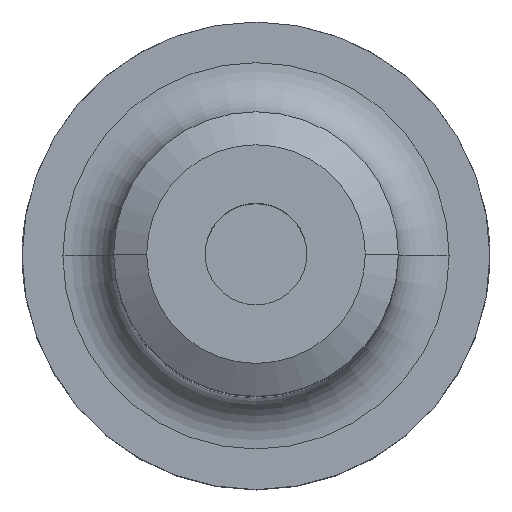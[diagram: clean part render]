
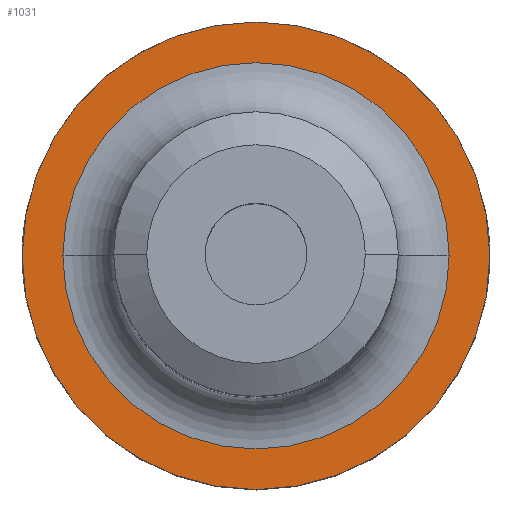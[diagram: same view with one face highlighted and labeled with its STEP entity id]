
A CAD part, top view. The second image highlights one B-rep face of the part: STEP entity #1031.
In plain terms, the highlighted planar face has unit normal (0, 0, 1).
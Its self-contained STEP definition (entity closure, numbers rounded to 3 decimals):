
#9 = FACE_OUTER_BOUND ( 'NONE', #1124, .T. ) ;
#23 = EDGE_CURVE ( 'NONE', #1041, #1644, #1327, .T. ) ;
#43 = VERTEX_POINT ( 'NONE', #1780 ) ;
#64 = AXIS2_PLACEMENT_3D ( 'NONE', #429, #1423, #1566 ) ;
#87 = DIRECTION ( 'NONE',  ( 0., 0., -1. ) ) ;
#149 = AXIS2_PLACEMENT_3D ( 'NONE', #1088, #87, #341 ) ;
#250 = CIRCLE ( 'NONE', #977, 23. ) ;
#263 = FACE_BOUND ( 'NONE', #294, .T. ) ;
#266 = EDGE_CURVE ( 'NONE', #1644, #1041, #250, .T. ) ;
#294 = EDGE_LOOP ( 'NONE', ( #1728, #861 ) ) ;
#330 = AXIS2_PLACEMENT_3D ( 'NONE', #757, #904, #1761 ) ;
#341 = DIRECTION ( 'NONE',  ( -1., 0., 0. ) ) ;
#359 = ORIENTED_EDGE ( 'NONE', *, *, #266, .F. ) ;
#398 = AXIS2_PLACEMENT_3D ( 'NONE', #1120, #695, #1706 ) ;
#429 = CARTESIAN_POINT ( 'NONE',  ( 0., 0., 22. ) ) ;
#687 = CARTESIAN_POINT ( 'NONE',  ( 23., 0., 22. ) ) ;
#695 = DIRECTION ( 'NONE',  ( 0., 0., -1. ) ) ;
#752 = ORIENTED_EDGE ( 'NONE', *, *, #23, .F. ) ;
#757 = CARTESIAN_POINT ( 'NONE',  ( 0., 0., 22. ) ) ;
#814 = VERTEX_POINT ( 'NONE', #1592 ) ;
#846 = DIRECTION ( 'NONE',  ( 0., 0., -1. ) ) ;
#861 = ORIENTED_EDGE ( 'NONE', *, *, #1249, .T. ) ;
#904 = DIRECTION ( 'NONE',  ( 0., 0., -1. ) ) ;
#977 = AXIS2_PLACEMENT_3D ( 'NONE', #1709, #846, #1850 ) ;
#1031 = ADVANCED_FACE ( 'NONE', ( #263, #9 ), #1554, .F. ) ;
#1041 = VERTEX_POINT ( 'NONE', #1853 ) ;
#1088 = CARTESIAN_POINT ( 'NONE',  ( 0., 0., 22. ) ) ;
#1120 = CARTESIAN_POINT ( 'NONE',  ( 0., 0., 22. ) ) ;
#1124 = EDGE_LOOP ( 'NONE', ( #752, #359 ) ) ;
#1249 = EDGE_CURVE ( 'NONE', #814, #43, #1491, .T. ) ;
#1266 = EDGE_CURVE ( 'NONE', #43, #814, #1282, .T. ) ;
#1282 = CIRCLE ( 'NONE', #64, 19. ) ;
#1327 = CIRCLE ( 'NONE', #330, 23. ) ;
#1423 = DIRECTION ( 'NONE',  ( 0., 0., -1. ) ) ;
#1491 = CIRCLE ( 'NONE', #149, 19. ) ;
#1554 = PLANE ( 'NONE',  #398 ) ;
#1566 = DIRECTION ( 'NONE',  ( -1., 0., 0. ) ) ;
#1592 = CARTESIAN_POINT ( 'NONE',  ( 19., 0., 22. ) ) ;
#1644 = VERTEX_POINT ( 'NONE', #687 ) ;
#1706 = DIRECTION ( 'NONE',  ( -1., 0., 0. ) ) ;
#1709 = CARTESIAN_POINT ( 'NONE',  ( 0., 0., 22. ) ) ;
#1728 = ORIENTED_EDGE ( 'NONE', *, *, #1266, .T. ) ;
#1761 = DIRECTION ( 'NONE',  ( -1., 0., 0. ) ) ;
#1780 = CARTESIAN_POINT ( 'NONE',  ( -19., 0., 22. ) ) ;
#1850 = DIRECTION ( 'NONE',  ( -1., 0., 0. ) ) ;
#1853 = CARTESIAN_POINT ( 'NONE',  ( -23., 0., 22. ) ) ;
